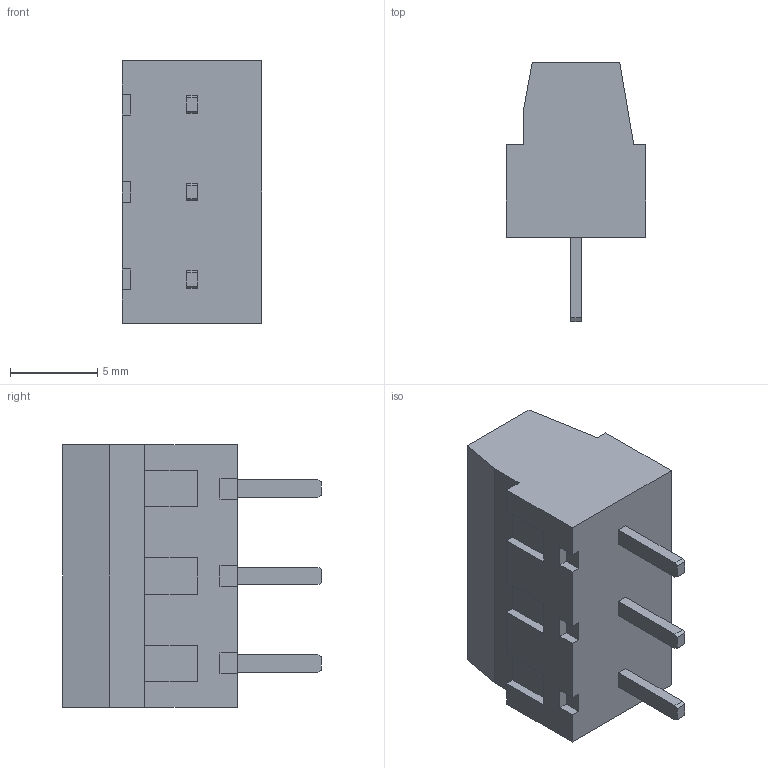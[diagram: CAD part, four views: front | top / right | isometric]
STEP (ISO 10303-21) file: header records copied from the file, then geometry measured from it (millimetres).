
FILE_DESCRIPTION(/* description */ (''),/* implementation_level */ '2;1');
FILE_NAME(/* name */ 'KLEMM_31.STEP',/* time_stamp */ '2019-09-24T14:30:17-03:00',/* author */ ('Gilson'),/* organization */ (''),/* preprocessor_version */ 'ST-DEVELOPER v17',/* originating_system */ 'Autodesk Inventor 2019',/* authorisation */ '');
FILE_SCHEMA (('AUTOMOTIVE_DESIGN { 1 0 10303 214 3 1 1 }'));
Length unit declared in the file: inch
Products named in the file (1): KLEMM_31
Bounding box: 8 x 14.8 x 15 mm (x, y, z)
Volume: 951.6 mm3; surface area: 844.3 mm2
Topology: 1 solids, 1 shells, 208 faces, 528 edges, 345 vertices
Faces by surface type: plane 173, bspline 32, cylinder 3
Full cylindrical faces by diameter (mm): 3.75 x3
Entity records: 8341 total; most frequent: CARTESIAN_POINT 3426, ORIENTED_EDGE 1056, DIRECTION 839, EDGE_CURVE 528, LINE 443, VECTOR 443, VERTEX_POINT 345, EDGE_LOOP 231
